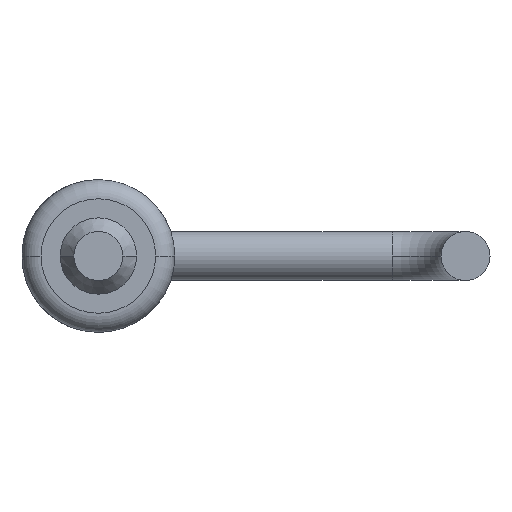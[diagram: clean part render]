
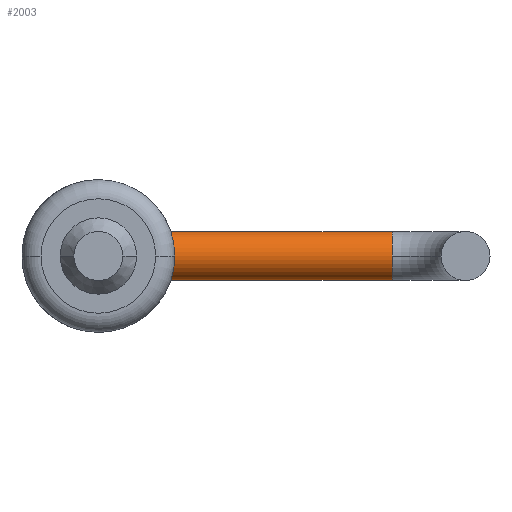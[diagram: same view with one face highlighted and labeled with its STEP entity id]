
A CAD part, front view. The second image highlights one B-rep face of the part: STEP entity #2003.
In plain terms, the highlighted cylindrical face has radius 0.254 mm (diameter 0.508 mm), a partial arc.
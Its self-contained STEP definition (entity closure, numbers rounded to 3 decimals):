
#61 = ORIENTED_EDGE ( 'NONE', *, *, #2559, .T. ) ;
#75 = DIRECTION ( 'NONE',  ( 0., 1., 0. ) ) ;
#436 = DIRECTION ( 'NONE',  ( 0., 1., 0. ) ) ;
#830 = FACE_OUTER_BOUND ( 'NONE', #3607, .T. ) ;
#980 = CIRCLE ( 'NONE', #4042, 0.254 ) ;
#1088 = VERTEX_POINT ( 'NONE', #1425 ) ;
#1265 = DIRECTION ( 'NONE',  ( -1., 0., 0. ) ) ;
#1290 = CARTESIAN_POINT ( 'NONE',  ( 3.048, 5.422, -0.254 ) ) ;
#1394 = AXIS2_PLACEMENT_3D ( 'NONE', #2650, #3300, #3322 ) ;
#1425 = CARTESIAN_POINT ( 'NONE',  ( 3.048, 5.422, 0.254 ) ) ;
#1466 = AXIS2_PLACEMENT_3D ( 'NONE', #3330, #2340, #4048 ) ;
#1621 = CARTESIAN_POINT ( 'NONE',  ( 3.048, 5.422, -0.254 ) ) ;
#1684 = VECTOR ( 'NONE', #1265, 1000. ) ;
#1738 = CARTESIAN_POINT ( 'NONE',  ( 3.048, 5.168, 0. ) ) ;
#1784 = DIRECTION ( 'NONE',  ( 1., 0., 0. ) ) ;
#1836 = DIRECTION ( 'NONE',  ( -1., 0., 0. ) ) ;
#1873 = VERTEX_POINT ( 'NONE', #2056 ) ;
#1915 = CIRCLE ( 'NONE', #2194, 0.254 ) ;
#1957 = ORIENTED_EDGE ( 'NONE', *, *, #3252, .F. ) ;
#2003 = ADVANCED_FACE ( 'NONE', ( #830 ), #3859, .T. ) ;
#2056 = CARTESIAN_POINT ( 'NONE',  ( 0.762, 5.422, 0.254 ) ) ;
#2141 = ORIENTED_EDGE ( 'NONE', *, *, #2935, .T. ) ;
#2194 = AXIS2_PLACEMENT_3D ( 'NONE', #3491, #3160, #436 ) ;
#2340 = DIRECTION ( 'NONE',  ( -1., 0., 0. ) ) ;
#2356 = CARTESIAN_POINT ( 'NONE',  ( 0.762, 5.422, -0.254 ) ) ;
#2401 = EDGE_CURVE ( 'NONE', #1088, #4241, #3557, .T. ) ;
#2436 = CARTESIAN_POINT ( 'NONE',  ( 0.762, 5.168, 0. ) ) ;
#2484 = AXIS2_PLACEMENT_3D ( 'NONE', #3837, #1784, #75 ) ;
#2549 = CARTESIAN_POINT ( 'NONE',  ( 3.048, 5.422, 0.254 ) ) ;
#2559 = EDGE_CURVE ( 'NONE', #4032, #2561, #980, .T. ) ;
#2561 = VERTEX_POINT ( 'NONE', #2356 ) ;
#2650 = CARTESIAN_POINT ( 'NONE',  ( 3.048, 5.422, 0. ) ) ;
#2749 = ORIENTED_EDGE ( 'NONE', *, *, #4112, .T. ) ;
#2778 = CARTESIAN_POINT ( 'NONE',  ( 0.762, 5.422, 0. ) ) ;
#2858 = LINE ( 'NONE', #2549, #4323 ) ;
#2935 = EDGE_CURVE ( 'NONE', #1873, #4032, #3420, .T. ) ;
#3160 = DIRECTION ( 'NONE',  ( 1., 0., 0. ) ) ;
#3165 = VERTEX_POINT ( 'NONE', #1290 ) ;
#3187 = EDGE_CURVE ( 'NONE', #3165, #2561, #3329, .T. ) ;
#3252 = EDGE_CURVE ( 'NONE', #4241, #3165, #1915, .T. ) ;
#3300 = DIRECTION ( 'NONE',  ( 1., 0., 0. ) ) ;
#3322 = DIRECTION ( 'NONE',  ( 0., 1., 0. ) ) ;
#3329 = LINE ( 'NONE', #1621, #1684 ) ;
#3330 = CARTESIAN_POINT ( 'NONE',  ( 3.048, 5.422, 0. ) ) ;
#3420 = CIRCLE ( 'NONE', #2484, 0.254 ) ;
#3491 = CARTESIAN_POINT ( 'NONE',  ( 3.048, 5.422, 0. ) ) ;
#3530 = ORIENTED_EDGE ( 'NONE', *, *, #3187, .F. ) ;
#3557 = CIRCLE ( 'NONE', #1394, 0.254 ) ;
#3607 = EDGE_LOOP ( 'NONE', ( #3530, #1957, #3771, #2749, #2141, #61 ) ) ;
#3771 = ORIENTED_EDGE ( 'NONE', *, *, #2401, .F. ) ;
#3837 = CARTESIAN_POINT ( 'NONE',  ( 0.762, 5.422, 0. ) ) ;
#3859 = CYLINDRICAL_SURFACE ( 'NONE', #1466, 0.254 ) ;
#4032 = VERTEX_POINT ( 'NONE', #2436 ) ;
#4042 = AXIS2_PLACEMENT_3D ( 'NONE', #2778, #4100, #4080 ) ;
#4048 = DIRECTION ( 'NONE',  ( 0., 0., 1. ) ) ;
#4080 = DIRECTION ( 'NONE',  ( 0., 1., 0. ) ) ;
#4100 = DIRECTION ( 'NONE',  ( 1., 0., 0. ) ) ;
#4112 = EDGE_CURVE ( 'NONE', #1088, #1873, #2858, .T. ) ;
#4241 = VERTEX_POINT ( 'NONE', #1738 ) ;
#4323 = VECTOR ( 'NONE', #1836, 1000. ) ;
